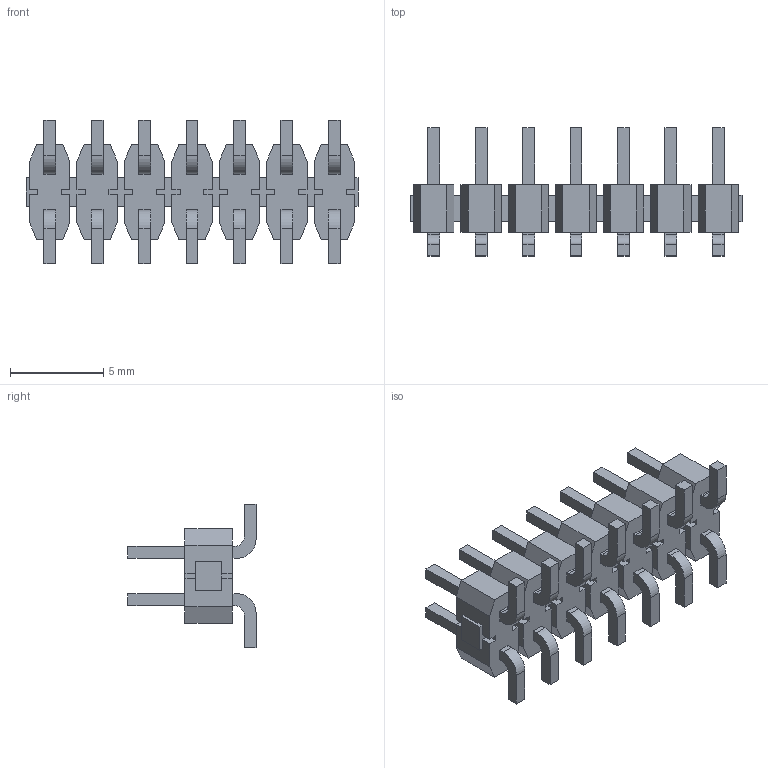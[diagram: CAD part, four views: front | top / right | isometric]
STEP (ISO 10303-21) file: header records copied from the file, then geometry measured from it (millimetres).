
FILE_DESCRIPTION(/* description */ ('STEP AP214'),/* implementation_level */ '2;1');
FILE_NAME(/* name */ 'TSM-107-04-L-DV',/* time_stamp */ '2025-02-19T16:33:14+01:00',/* author */ ('License CC BY-ND 4.0'),/* organization */ ('CADENAS'),/* preprocessor_version */ 'ST-DEVELOPER v19.3',/* originating_system */ 'PARTsolutions',/* authorisation */ ' ');
FILE_SCHEMA (('AUTOMOTIVE_DESIGN {1 0 10303 214 3 1 1}'));
Length unit declared in the file: inch
Products named in the file (4): TSM-107-04-L-DV; TSM-107-04-DV_body; T-1S6-21-L(-04-7-DV); T-1S6-21-L(-04-7-DV)2
Assembly tree (3 placements, depth 2):
  TSM-107-04-L-DV
    TSM-107-04-DV_body
    T-1S6-21-L(-04-7-DV)
    T-1S6-21-L(-04-7-DV)2
Bounding box: 17.78 x 6.86 x 7.7 mm (x, y, z)
Volume: 224.1 mm3; surface area: 864.4 mm2
Topology: 3 solids, 3 shells, 534 faces, 1584 edges, 1056 vertices
Faces by surface type: plane 506, cylinder 28
Entity records: 17705 total; most frequent: CARTESIAN_POINT 3178, ORIENTED_EDGE 3168, DIRECTION 2716, EDGE_CURVE 1584, LINE 1528, VECTOR 1528, VERTEX_POINT 1056, AXIS2_PLACEMENT_3D 594
